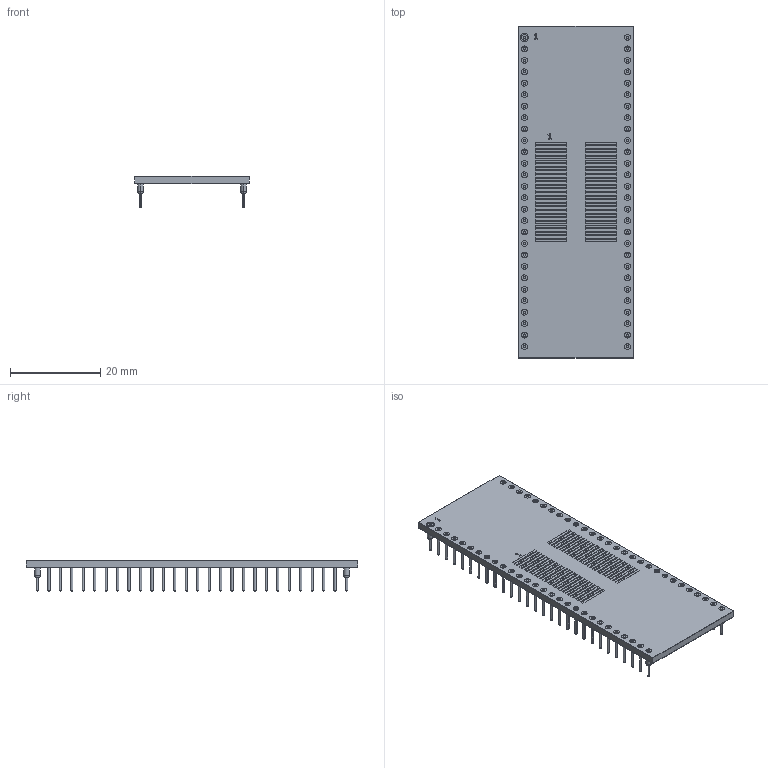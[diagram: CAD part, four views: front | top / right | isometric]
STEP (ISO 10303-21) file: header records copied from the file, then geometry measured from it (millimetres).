
FILE_DESCRIPTION((''),'2;1');
FILE_NAME('WINSLOW_W9592.stp','2013-09-26T16:28:29',(''),(''),'Mechanical Desktop 2011','Mechanical Desktop 2011',', , ');
FILE_SCHEMA(('AUTOMOTIVE_DESIGN { 1 2 10303 214 1 1 1 1 }'));
Length unit declared in the file: millimetre
Products named in the file (1): Product
Bounding box: 25.4 x 73.66 x 7 mm (x, y, z)
Volume: 3187.3 mm3; surface area: 13274.5 mm2
Topology: 178 solids, 178 shells, 1026 faces, 2170 edges, 1388 vertices
Faces by surface type: plane 546, cylinder 348, sphere 112, bspline 20
Entity records: 27486 total; most frequent: DIRECTION 5008, CARTESIAN_POINT 4861, ORIENTED_EDGE 4116, EDGE_CURVE 2058, AXIS2_PLACEMENT_3D 1943, VERTEX_POINT 1388, EDGE_LOOP 1140, VECTOR 1122
